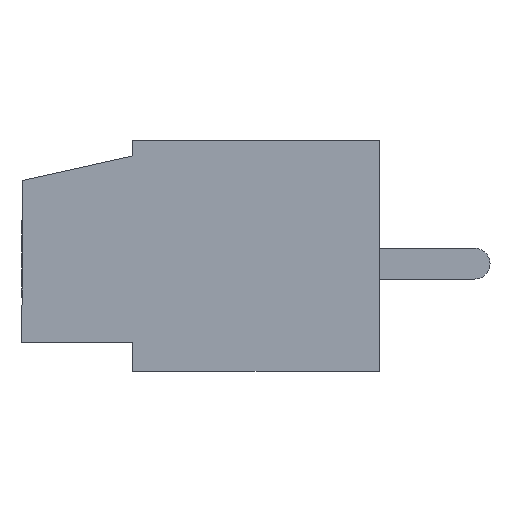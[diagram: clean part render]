
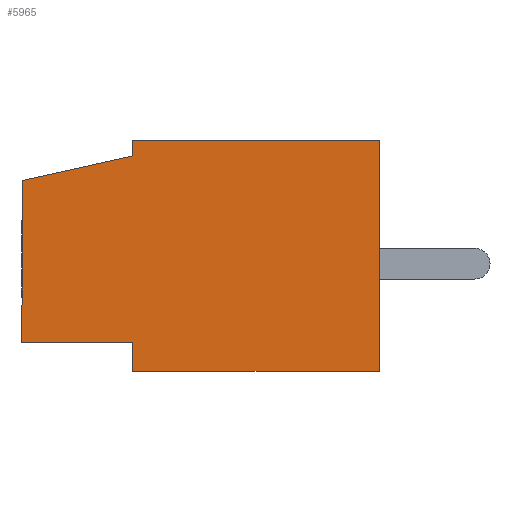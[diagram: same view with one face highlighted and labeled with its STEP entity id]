
A CAD part, left-side view. The second image highlights one B-rep face of the part: STEP entity #5965.
In plain terms, the highlighted face is planar.
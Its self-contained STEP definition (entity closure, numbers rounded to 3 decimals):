
#10 = DIRECTION ( 'NONE',  ( 0., 0., 1. ) ) ;
#247 = VERTEX_POINT ( 'NONE', #3744 ) ;
#427 = VERTEX_POINT ( 'NONE', #6132 ) ;
#460 = CARTESIAN_POINT ( 'NONE',  ( 2.5, -5.8, 3.75 ) ) ;
#594 = DIRECTION ( 'NONE',  ( 0., 1., 0. ) ) ;
#608 = EDGE_CURVE ( 'NONE', #2517, #5572, #8508, .T. ) ;
#613 = CARTESIAN_POINT ( 'NONE',  ( 2.5, 5.8, 2.8 ) ) ;
#674 = CARTESIAN_POINT ( 'NONE',  ( 2.5, 5.8, 2.8 ) ) ;
#717 = EDGE_CURVE ( 'NONE', #4718, #1254, #7543, .T. ) ;
#840 = ORIENTED_EDGE ( 'NONE', *, *, #608, .T. ) ;
#1076 = DIRECTION ( 'NONE',  ( 0., -1., 0. ) ) ;
#1169 = LINE ( 'NONE', #8841, #4397 ) ;
#1254 = VERTEX_POINT ( 'NONE', #7926 ) ;
#1438 = DIRECTION ( 'NONE',  ( 0., 0., 1. ) ) ;
#1443 = VERTEX_POINT ( 'NONE', #613 ) ;
#1644 = VERTEX_POINT ( 'NONE', #3444 ) ;
#1829 = DIRECTION ( 'NONE',  ( 0., 0., -1. ) ) ;
#2380 = DIRECTION ( 'NONE',  ( -1., 0., 0. ) ) ;
#2517 = VERTEX_POINT ( 'NONE', #7947 ) ;
#2536 = DIRECTION ( 'NONE',  ( 0., -1., 0. ) ) ;
#2557 = EDGE_CURVE ( 'NONE', #1443, #2517, #5875, .T. ) ;
#2573 = EDGE_CURVE ( 'NONE', #1644, #427, #7809, .T. ) ;
#3112 = DIRECTION ( 'NONE',  ( 0., 0., 1. ) ) ;
#3406 = ORIENTED_EDGE ( 'NONE', *, *, #4943, .T. ) ;
#3444 = CARTESIAN_POINT ( 'NONE',  ( 2.5, -5.8, 3.75 ) ) ;
#3569 = VECTOR ( 'NONE', #7849, 1000. ) ;
#3744 = CARTESIAN_POINT ( 'NONE',  ( 2.5, 2.2, -3.75 ) ) ;
#3912 = CARTESIAN_POINT ( 'NONE',  ( 2.5, 2.2, 2.8 ) ) ;
#4077 = VECTOR ( 'NONE', #1076, 1000. ) ;
#4152 = ORIENTED_EDGE ( 'NONE', *, *, #5829, .T. ) ;
#4397 = VECTOR ( 'NONE', #10, 1000. ) ;
#4481 = CARTESIAN_POINT ( 'NONE',  ( 2.5, -5.8, -3.75 ) ) ;
#4718 = VERTEX_POINT ( 'NONE', #7825 ) ;
#4895 = ORIENTED_EDGE ( 'NONE', *, *, #2557, .T. ) ;
#4943 = EDGE_CURVE ( 'NONE', #427, #247, #5821, .T. ) ;
#5408 = VECTOR ( 'NONE', #594, 1000. ) ;
#5447 = EDGE_CURVE ( 'NONE', #5572, #1644, #5935, .T. ) ;
#5572 = VERTEX_POINT ( 'NONE', #8632 ) ;
#5651 = ORIENTED_EDGE ( 'NONE', *, *, #717, .T. ) ;
#5743 = CARTESIAN_POINT ( 'NONE',  ( 2.5, 5.8, -2.45 ) ) ;
#5802 = DIRECTION ( 'NONE',  ( 0., 0., 1. ) ) ;
#5821 = LINE ( 'NONE', #7966, #5408 ) ;
#5829 = EDGE_CURVE ( 'NONE', #1254, #1443, #7583, .T. ) ;
#5867 = VECTOR ( 'NONE', #1829, 1000. ) ;
#5869 = CARTESIAN_POINT ( 'NONE',  ( 2.5, 0., 0. ) ) ;
#5875 = LINE ( 'NONE', #3912, #4077 ) ;
#5935 = LINE ( 'NONE', #460, #7011 ) ;
#5965 = ADVANCED_FACE ( 'NONE', ( #8539 ), #8526, .F. ) ;
#6132 = CARTESIAN_POINT ( 'NONE',  ( 2.5, -5.8, -3.75 ) ) ;
#6295 = ORIENTED_EDGE ( 'NONE', *, *, #5447, .T. ) ;
#6336 = AXIS2_PLACEMENT_3D ( 'NONE', #5869, #2380, #3112 ) ;
#6453 = CARTESIAN_POINT ( 'NONE',  ( 2.5, 2.2, 3.75 ) ) ;
#6660 = VECTOR ( 'NONE', #5802, 1000. ) ;
#7011 = VECTOR ( 'NONE', #2536, 1000. ) ;
#7543 = LINE ( 'NONE', #5743, #3569 ) ;
#7583 = LINE ( 'NONE', #674, #7993 ) ;
#7809 = LINE ( 'NONE', #4481, #5867 ) ;
#7825 = CARTESIAN_POINT ( 'NONE',  ( 2.5, 2.2, -3.25 ) ) ;
#7849 = DIRECTION ( 'NONE',  ( 0., 0.976, 0.217 ) ) ;
#7926 = CARTESIAN_POINT ( 'NONE',  ( 2.5, 5.8, -2.45 ) ) ;
#7947 = CARTESIAN_POINT ( 'NONE',  ( 2.5, 2.2, 2.8 ) ) ;
#7966 = CARTESIAN_POINT ( 'NONE',  ( 2.5, 2.2, -3.75 ) ) ;
#7993 = VECTOR ( 'NONE', #1438, 1000. ) ;
#8309 = ORIENTED_EDGE ( 'NONE', *, *, #2573, .T. ) ;
#8405 = ORIENTED_EDGE ( 'NONE', *, *, #8493, .T. ) ;
#8446 = EDGE_LOOP ( 'NONE', ( #3406, #8405, #5651, #4152, #4895, #840, #6295, #8309 ) ) ;
#8493 = EDGE_CURVE ( 'NONE', #247, #4718, #1169, .T. ) ;
#8508 = LINE ( 'NONE', #6453, #6660 ) ;
#8526 = PLANE ( 'NONE',  #6336 ) ;
#8539 = FACE_OUTER_BOUND ( 'NONE', #8446, .T. ) ;
#8632 = CARTESIAN_POINT ( 'NONE',  ( 2.5, 2.2, 3.75 ) ) ;
#8841 = CARTESIAN_POINT ( 'NONE',  ( 2.5, 2.2, -3.25 ) ) ;
